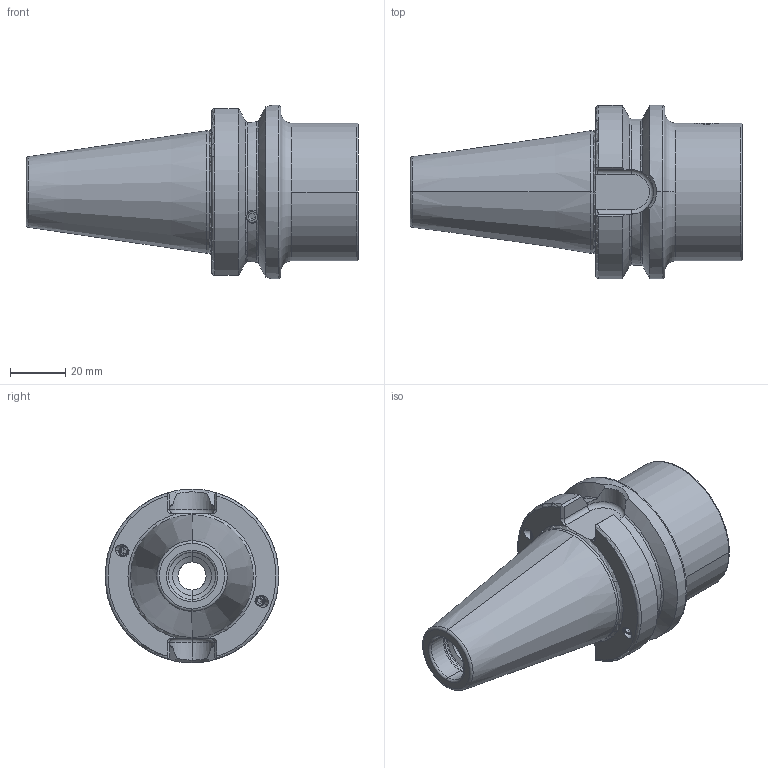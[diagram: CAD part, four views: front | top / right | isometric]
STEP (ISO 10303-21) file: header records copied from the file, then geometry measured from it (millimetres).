
FILE_DESCRIPTION (( 'STEP AP203' ), '1' );
FILE_NAME ('BB4-ST5.K01.055.STEP', '2016-02-12T09:44:08', ( 'SWIAdmin' ), ( 'Hewlett-Packard Company' ), 'SwSTEP 2.0', 'SolidWorks 2015', '' );
FILE_SCHEMA (( 'CONFIG_CONTROL_DESIGN' ));
Length unit declared in the file: millimetre
Products named in the file (6): BB4-ST5.K01.055_B_mit Bundk”lung; ST5-ER1.001.012_A; ISO 4026 - M5 x 5_PreviewCfg; ISO 4026 - M4 x 4_PreviewCfg; DIN 3771 - 25x2; BB4-ST5.K01.055
Assembly tree (6 placements, depth 2):
  BB4-ST5.K01.055
    BB4-ST5.K01.055_B_mit Bundk”lung
    ST5-ER1.001.012_A
    ISO 4026 - M5 x 5_PreviewCfg
    ISO 4026 - M4 x 4_PreviewCfg  x2
    DIN 3771 - 25x2
Bounding box: 120.4 x 63 x 63 mm (x, y, z)
Volume: 157988.6 mm3; surface area: 30915.4 mm2
Topology: 6 solids, 6 shells, 204 faces, 497 edges, 302 vertices
Faces by surface type: plane 63, cylinder 59, cone 42, torus 36, bspline 4
Entity records: 7109 total; most frequent: CARTESIAN_POINT 2106, ORIENTED_EDGE 922, DIRECTION 908, EDGE_CURVE 461, AXIS2_PLACEMENT_3D 359, VERTEX_POINT 282, EDGE_LOOP 201, VECTOR 190
